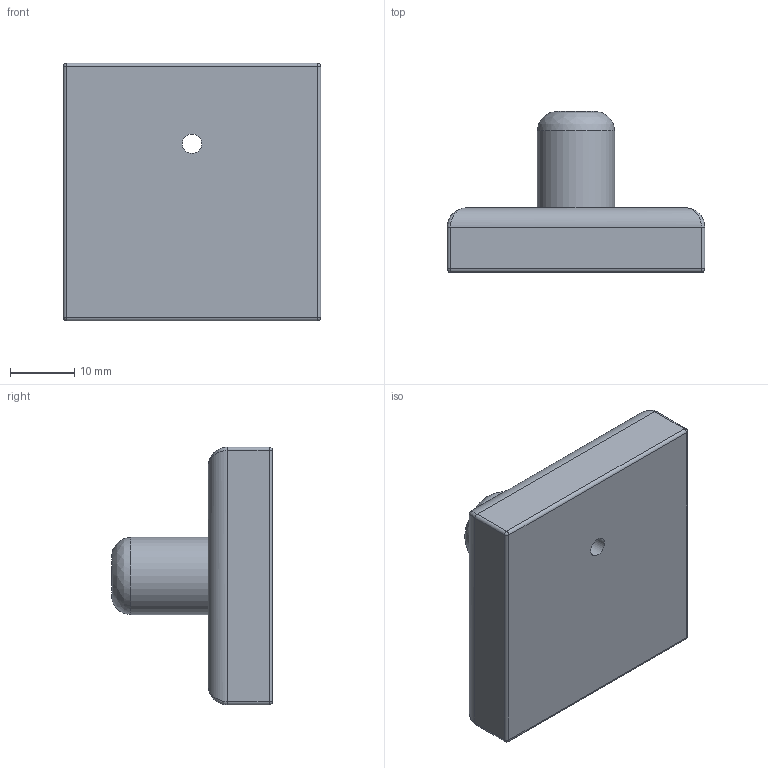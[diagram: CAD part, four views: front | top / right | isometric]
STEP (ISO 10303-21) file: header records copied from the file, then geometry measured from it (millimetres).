
FILE_DESCRIPTION(/* description */ (''),/* implementation_level */ '2;1');
FILE_NAME(/* name */ 'PartOne.stp',/* time_stamp */ '2017-04-01T13:13:34+02:00',/* author */ ('Seba'),/* organization */ (''),/* preprocessor_version */ 'ST-DEVELOPER v15.6',/* originating_system */ 'Autodesk Inventor 2015',/* authorisation */ '');
FILE_SCHEMA (('AUTOMOTIVE_DESIGN { 1 0 10303 214 3 1 1 }'));
Length unit declared in the file: millimetre
Products named in the file (1): PartOne
Bounding box: 40 x 25 x 40 mm (x, y, z)
Volume: 17252 mm3; surface area: 5139.7 mm2
Topology: 1 solids, 1 shells, 30 faces, 64 edges, 32 vertices
Faces by surface type: cylinder 14, plane 7, bspline 5, sphere 4
Full cylindrical faces by diameter (mm): 3 x1, 12 x1
Entity records: 888 total; most frequent: CARTESIAN_POINT 261, DIRECTION 138, ORIENTED_EDGE 112, AXIS2_PLACEMENT_3D 57, EDGE_CURVE 56, EDGE_LOOP 34, FACE_OUTER_BOUND 30, VERTEX_POINT 30
